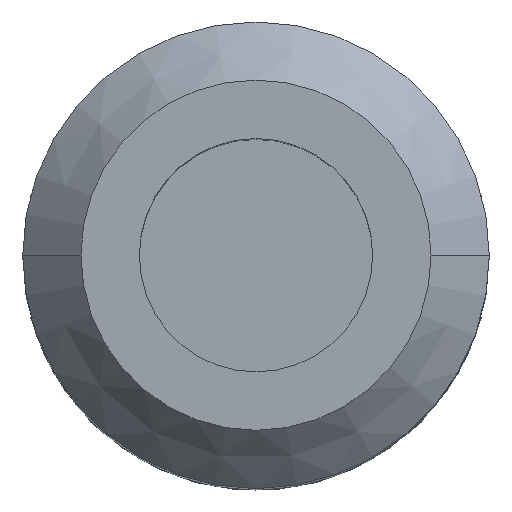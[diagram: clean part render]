
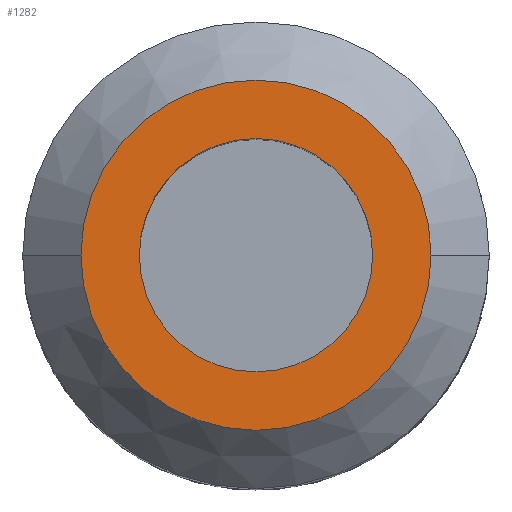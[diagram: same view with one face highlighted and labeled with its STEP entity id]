
A CAD part, top view. The second image highlights one B-rep face of the part: STEP entity #1282.
In plain terms, the highlighted planar face has unit normal (0, 0, 1).
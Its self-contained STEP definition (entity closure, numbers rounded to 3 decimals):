
#67 = VERTEX_POINT ( 'NONE', #845 ) ;
#164 = CARTESIAN_POINT ( 'NONE',  ( -23.825, 0., 152.4 ) ) ;
#177 = VERTEX_POINT ( 'NONE', #164 ) ;
#197 = ORIENTED_EDGE ( 'NONE', *, *, #751, .F. ) ;
#280 = ORIENTED_EDGE ( 'NONE', *, *, #1218, .T. ) ;
#296 = VERTEX_POINT ( 'NONE', #1290 ) ;
#329 = FACE_OUTER_BOUND ( 'NONE', #740, .T. ) ;
#458 = VERTEX_POINT ( 'NONE', #956 ) ;
#494 = CARTESIAN_POINT ( 'NONE',  ( 0., 0., 152.4 ) ) ;
#498 = DIRECTION ( 'NONE',  ( 0., 0., 1. ) ) ;
#506 = DIRECTION ( 'NONE',  ( 0., 0., -1. ) ) ;
#633 = DIRECTION ( 'NONE',  ( 1., 0., 0. ) ) ;
#642 = DIRECTION ( 'NONE',  ( 0., 0., 1. ) ) ;
#655 = AXIS2_PLACEMENT_3D ( 'NONE', #1571, #766, #1710 ) ;
#722 = EDGE_CURVE ( 'NONE', #458, #67, #873, .T. ) ;
#740 = EDGE_LOOP ( 'NONE', ( #280, #1498 ) ) ;
#751 = EDGE_CURVE ( 'NONE', #67, #458, #1501, .T. ) ;
#766 = DIRECTION ( 'NONE',  ( 0., 0., 1. ) ) ;
#788 = CIRCLE ( 'NONE', #943, 23.825 ) ;
#845 = CARTESIAN_POINT ( 'NONE',  ( 15.875, 0., 152.4 ) ) ;
#873 = CIRCLE ( 'NONE', #1417, 15.875 ) ;
#901 = EDGE_LOOP ( 'NONE', ( #197, #1489 ) ) ;
#943 = AXIS2_PLACEMENT_3D ( 'NONE', #1319, #498, #1450 ) ;
#956 = CARTESIAN_POINT ( 'NONE',  ( -15.875, 0., 152.4 ) ) ;
#1064 = FACE_BOUND ( 'NONE', #901, .T. ) ;
#1182 = CIRCLE ( 'NONE', #655, 23.825 ) ;
#1218 = EDGE_CURVE ( 'NONE', #177, #296, #1182, .T. ) ;
#1264 = EDGE_CURVE ( 'NONE', #296, #177, #788, .T. ) ;
#1280 = AXIS2_PLACEMENT_3D ( 'NONE', #1724, #506, #1461 ) ;
#1282 = ADVANCED_FACE ( 'NONE', ( #1064, #329 ), #1325, .F. ) ;
#1290 = CARTESIAN_POINT ( 'NONE',  ( 23.825, 0., 152.4 ) ) ;
#1319 = CARTESIAN_POINT ( 'NONE',  ( 0., 0., 152.4 ) ) ;
#1325 = PLANE ( 'NONE',  #1280 ) ;
#1352 = AXIS2_PLACEMENT_3D ( 'NONE', #1456, #642, #1594 ) ;
#1417 = AXIS2_PLACEMENT_3D ( 'NONE', #494, #1445, #633 ) ;
#1445 = DIRECTION ( 'NONE',  ( 0., 0., 1. ) ) ;
#1450 = DIRECTION ( 'NONE',  ( 1., 0., 0. ) ) ;
#1456 = CARTESIAN_POINT ( 'NONE',  ( 0., 0., 152.4 ) ) ;
#1461 = DIRECTION ( 'NONE',  ( -1., 0., 0. ) ) ;
#1489 = ORIENTED_EDGE ( 'NONE', *, *, #722, .F. ) ;
#1498 = ORIENTED_EDGE ( 'NONE', *, *, #1264, .T. ) ;
#1501 = CIRCLE ( 'NONE', #1352, 15.875 ) ;
#1571 = CARTESIAN_POINT ( 'NONE',  ( 0., 0., 152.4 ) ) ;
#1594 = DIRECTION ( 'NONE',  ( 1., 0., 0. ) ) ;
#1710 = DIRECTION ( 'NONE',  ( 1., 0., 0. ) ) ;
#1724 = CARTESIAN_POINT ( 'NONE',  ( 0., 23.825, 152.4 ) ) ;
